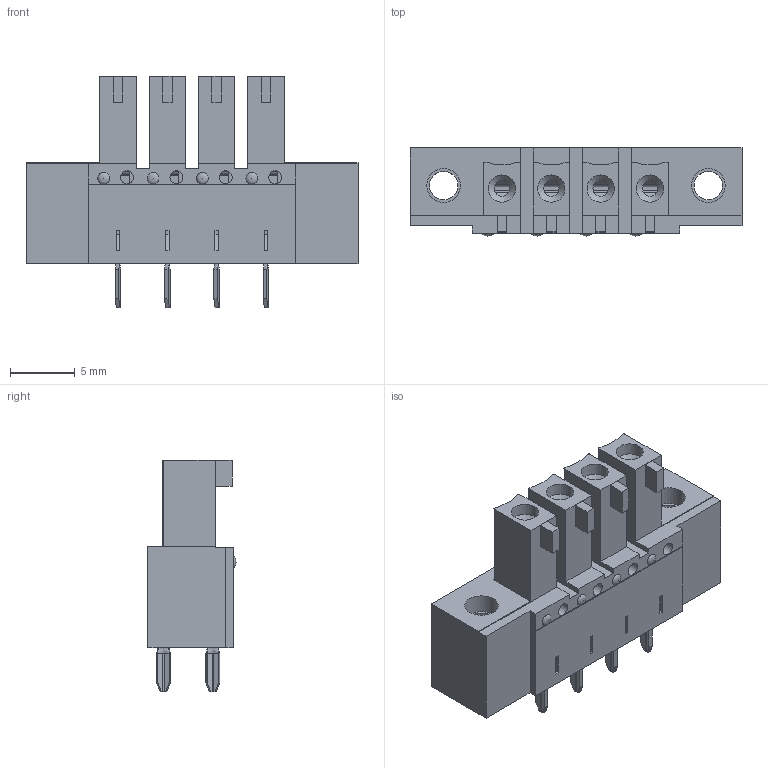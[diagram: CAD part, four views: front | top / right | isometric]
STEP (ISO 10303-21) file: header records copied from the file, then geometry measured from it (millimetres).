
FILE_DESCRIPTION( ( 'Unknown' ), '1' );
FILE_NAME( '691308330004.stp', 'Unknown', ( 'Unknown' ), ( 'Unknown' ), 'PSStep 18.0.17', 'Unknown', ' ' );
FILE_SCHEMA( ( 'AUTOMOTIVE_DESIGN { 1 0 10303 214 1 1 1 1 }' ) );
Length unit declared in the file: millimetre
Products named in the file (4): Assem1; 6913083300xx_Pin; 6913083300xx_Thread; 691308330004
Assembly tree (7 placements, depth 2):
  Assem1
    6913083300xx_Pin  x4
    6913083300xx_Thread  x2
    691308330004
Bounding box: 25.63 x 6.8 x 17.9 mm (x, y, z)
Volume: 1025.9 mm3; surface area: 2939.6 mm2
Topology: 7 solids, 7 shells, 764 faces, 2100 edges, 1348 vertices
Faces by surface type: plane 594, cylinder 126, bspline 32, torus 4, revolution 4, cone 4
Full cylindrical faces by diameter (mm): 1 x4, 1.2 x4, 2.1 x4, 2.2 x2, 2.6 x2
Entity records: 17975 total; most frequent: CARTESIAN_POINT 2971, ORIENTED_EDGE 2426, DIRECTION 2189, EDGE_CURVE 1213, LINE 1057, VECTOR 1057, VERTEX_POINT 802, AXIS2_PLACEMENT_3D 564
